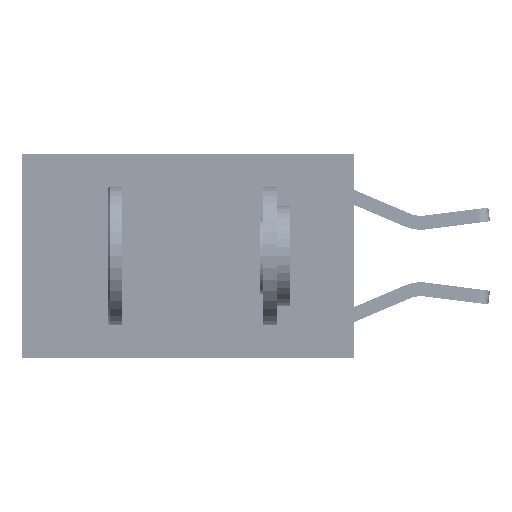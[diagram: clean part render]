
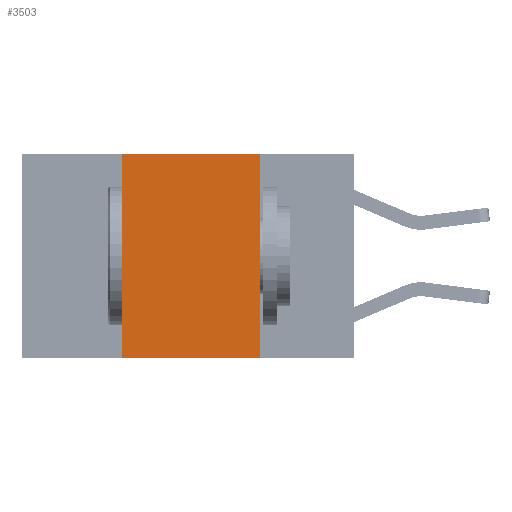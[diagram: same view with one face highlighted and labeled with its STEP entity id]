
A CAD part, left-side view. The second image highlights one B-rep face of the part: STEP entity #3503.
In plain terms, the highlighted planar face has unit normal (-1, 0, 0).
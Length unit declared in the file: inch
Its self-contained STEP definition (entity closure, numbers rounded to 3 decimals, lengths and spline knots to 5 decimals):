
#321 = ORIENTED_EDGE ( 'NONE', *, *, #2855, .F. ) ;
#587 = CARTESIAN_POINT ( 'NONE',  ( 0., 0.6, -0.37 ) ) ;
#1550 = VECTOR ( 'NONE', #7653, 39.37008 ) ;
#2855 = EDGE_CURVE ( 'NONE', #14348, #23096, #4116, .T. ) ;
#3215 = EDGE_LOOP ( 'NONE', ( #26465, #321, #8754, #20299 ) ) ;
#3503 = ADVANCED_FACE ( 'NONE', ( #25013 ), #24522, .F. ) ;
#4116 = LINE ( 'NONE', #27168, #23150 ) ;
#6549 = EDGE_CURVE ( 'NONE', #21395, #16622, #24575, .T. ) ;
#7653 = DIRECTION ( 'NONE',  ( 0., 0., -1. ) ) ;
#8744 = CARTESIAN_POINT ( 'NONE',  ( 0., 0.17, -0.37 ) ) ;
#8754 = ORIENTED_EDGE ( 'NONE', *, *, #30436, .F. ) ;
#8865 = EDGE_CURVE ( 'NONE', #23096, #16622, #14845, .T. ) ;
#8930 = LINE ( 'NONE', #20386, #21307 ) ;
#9725 = CARTESIAN_POINT ( 'NONE',  ( 0., 0.6, 0. ) ) ;
#12224 = VECTOR ( 'NONE', #23003, 39.37008 ) ;
#12228 = DIRECTION ( 'NONE',  ( 1., 0., 0. ) ) ;
#12374 = DIRECTION ( 'NONE',  ( 0., -1., 0. ) ) ;
#14348 = VERTEX_POINT ( 'NONE', #30225 ) ;
#14845 = LINE ( 'NONE', #27465, #1550 ) ;
#16622 = VERTEX_POINT ( 'NONE', #8744 ) ;
#20217 = AXIS2_PLACEMENT_3D ( 'NONE', #9725, #12228, #29530 ) ;
#20299 = ORIENTED_EDGE ( 'NONE', *, *, #6549, .T. ) ;
#20386 = CARTESIAN_POINT ( 'NONE',  ( 0., 0.42, 0. ) ) ;
#21307 = VECTOR ( 'NONE', #22863, 39.37008 ) ;
#21395 = VERTEX_POINT ( 'NONE', #28600 ) ;
#22863 = DIRECTION ( 'NONE',  ( 0., 0., 1. ) ) ;
#23003 = DIRECTION ( 'NONE',  ( 0., -1., 0. ) ) ;
#23096 = VERTEX_POINT ( 'NONE', #28963 ) ;
#23150 = VECTOR ( 'NONE', #12374, 39.37008 ) ;
#24522 = PLANE ( 'NONE',  #20217 ) ;
#24575 = LINE ( 'NONE', #587, #12224 ) ;
#25013 = FACE_OUTER_BOUND ( 'NONE', #3215, .T. ) ;
#26465 = ORIENTED_EDGE ( 'NONE', *, *, #8865, .F. ) ;
#27168 = CARTESIAN_POINT ( 'NONE',  ( 0., 0.6, 0. ) ) ;
#27465 = CARTESIAN_POINT ( 'NONE',  ( 0., 0.17, 0. ) ) ;
#28600 = CARTESIAN_POINT ( 'NONE',  ( 0., 0.42, -0.37 ) ) ;
#28963 = CARTESIAN_POINT ( 'NONE',  ( 0., 0.17, 0. ) ) ;
#29530 = DIRECTION ( 'NONE',  ( 0., 0., -1. ) ) ;
#30225 = CARTESIAN_POINT ( 'NONE',  ( 0., 0.42, 0. ) ) ;
#30436 = EDGE_CURVE ( 'NONE', #21395, #14348, #8930, .T. ) ;
